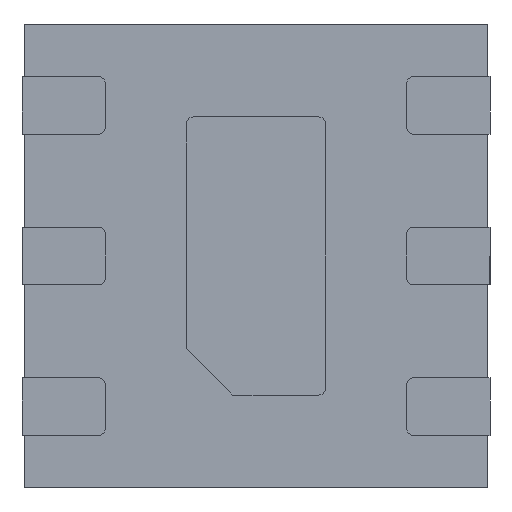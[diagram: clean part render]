
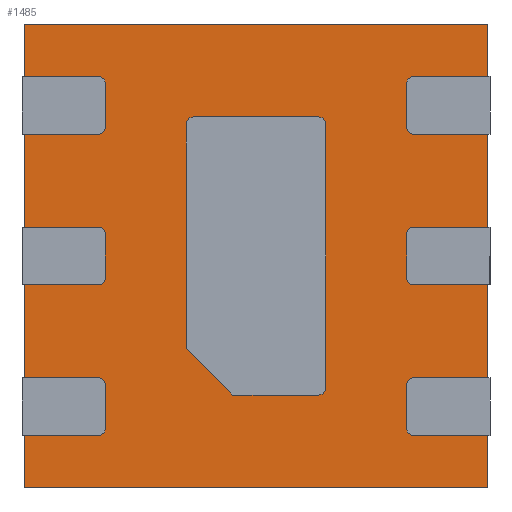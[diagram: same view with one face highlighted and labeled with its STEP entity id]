
A CAD part, front view. The second image highlights one B-rep face of the part: STEP entity #1485.
In plain terms, the highlighted planar face has unit normal (0, -1, 0).
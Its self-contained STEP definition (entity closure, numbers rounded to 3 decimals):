
#20 = LINE ( 'NONE', #1865, #938 ) ;
#34 = FACE_OUTER_BOUND ( 'NONE', #224, .T. ) ;
#59 = VECTOR ( 'NONE', #1155, 1000. ) ;
#78 = CARTESIAN_POINT ( 'NONE',  ( 0., 0.05, 1. ) ) ;
#81 = VERTEX_POINT ( 'NONE', #376 ) ;
#99 = LINE ( 'NONE', #1310, #549 ) ;
#176 = EDGE_CURVE ( 'NONE', #1790, #1886, #99, .T. ) ;
#209 = CARTESIAN_POINT ( 'NONE',  ( -1., 0.05, 0. ) ) ;
#224 = EDGE_LOOP ( 'NONE', ( #566, #1581, #1037, #1951 ) ) ;
#360 = PLANE ( 'NONE',  #1739 ) ;
#376 = CARTESIAN_POINT ( 'NONE',  ( 1., 0.05, 1. ) ) ;
#419 = VERTEX_POINT ( 'NONE', #1887 ) ;
#497 = DIRECTION ( 'NONE',  ( 0., 0., 1. ) ) ;
#523 = CARTESIAN_POINT ( 'NONE',  ( 0., 0.05, 0. ) ) ;
#527 = CARTESIAN_POINT ( 'NONE',  ( -1., 0.05, -1. ) ) ;
#549 = VECTOR ( 'NONE', #707, 1000. ) ;
#566 = ORIENTED_EDGE ( 'NONE', *, *, #176, .T. ) ;
#707 = DIRECTION ( 'NONE',  ( 1., 0., 0. ) ) ;
#802 = DIRECTION ( 'NONE',  ( 0., 0., -1. ) ) ;
#828 = DIRECTION ( 'NONE',  ( 0., 0., -1. ) ) ;
#938 = VECTOR ( 'NONE', #497, 1000. ) ;
#949 = EDGE_CURVE ( 'NONE', #81, #419, #1460, .T. ) ;
#1037 = ORIENTED_EDGE ( 'NONE', *, *, #949, .T. ) ;
#1155 = DIRECTION ( 'NONE',  ( -1., 0., 0. ) ) ;
#1310 = CARTESIAN_POINT ( 'NONE',  ( 0., 0.05, -1. ) ) ;
#1460 = LINE ( 'NONE', #78, #59 ) ;
#1471 = VECTOR ( 'NONE', #828, 1000. ) ;
#1485 = ADVANCED_FACE ( 'NONE', ( #34 ), #360, .T. ) ;
#1505 = EDGE_CURVE ( 'NONE', #1886, #81, #20, .T. ) ;
#1521 = EDGE_CURVE ( 'NONE', #419, #1790, #1879, .T. ) ;
#1560 = DIRECTION ( 'NONE',  ( 0., -1., 0. ) ) ;
#1581 = ORIENTED_EDGE ( 'NONE', *, *, #1505, .T. ) ;
#1662 = CARTESIAN_POINT ( 'NONE',  ( 1., 0.05, -1. ) ) ;
#1739 = AXIS2_PLACEMENT_3D ( 'NONE', #523, #1560, #802 ) ;
#1790 = VERTEX_POINT ( 'NONE', #527 ) ;
#1865 = CARTESIAN_POINT ( 'NONE',  ( 1., 0.05, 0. ) ) ;
#1879 = LINE ( 'NONE', #209, #1471 ) ;
#1886 = VERTEX_POINT ( 'NONE', #1662 ) ;
#1887 = CARTESIAN_POINT ( 'NONE',  ( -1., 0.05, 1. ) ) ;
#1951 = ORIENTED_EDGE ( 'NONE', *, *, #1521, .T. ) ;
